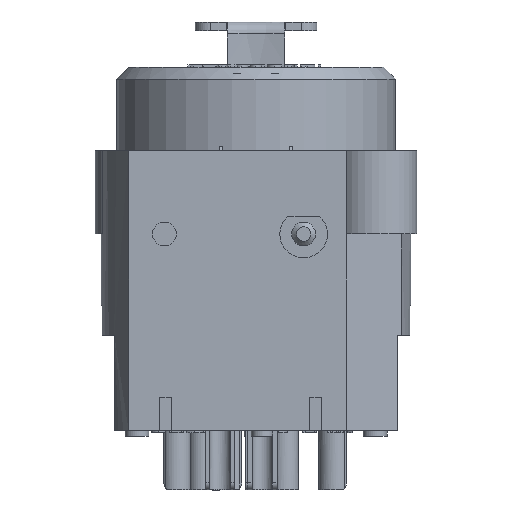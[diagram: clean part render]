
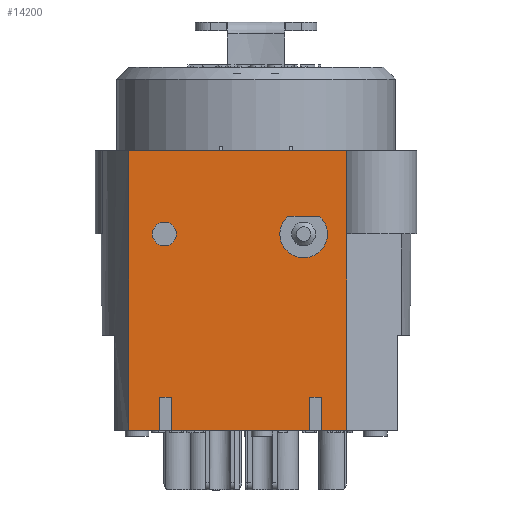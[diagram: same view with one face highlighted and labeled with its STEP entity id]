
A CAD part, front view. The second image highlights one B-rep face of the part: STEP entity #14200.
In plain terms, the highlighted planar face has unit normal (0, -1, 0).
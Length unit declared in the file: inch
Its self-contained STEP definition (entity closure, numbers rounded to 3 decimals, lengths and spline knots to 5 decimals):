
#827=FACE_BOUND('',#2247,.T.);
#828=FACE_BOUND('',#2248,.T.);
#1457=FACE_OUTER_BOUND('',#2246,.T.);
#2246=EDGE_LOOP('',(#11850,#11851,#11852,#11853,#11854,#11855,#11856,#11857,
#11858,#11859,#11860,#11861));
#2247=EDGE_LOOP('',(#11862));
#2248=EDGE_LOOP('',(#11863,#11864));
#2498=LINE('',#18639,#3798);
#2502=LINE('',#18647,#3802);
#2505=LINE('',#18654,#3805);
#3151=LINE('',#21881,#4451);
#3154=LINE('',#21885,#4454);
#3157=LINE('',#21892,#4457);
#3164=LINE('',#21923,#4464);
#3169=LINE('',#21932,#4469);
#3170=LINE('',#21933,#4470);
#3445=LINE('',#23789,#4745);
#3462=LINE('',#23861,#4762);
#3471=LINE('',#23891,#4771);
#3491=LINE('',#23965,#4791);
#3798=VECTOR('',#15496,0.3937);
#3802=VECTOR('',#15502,0.3937);
#3805=VECTOR('',#15507,0.3937);
#4451=VECTOR('',#16833,0.3937);
#4454=VECTOR('',#16838,0.3937);
#4457=VECTOR('',#16845,0.3937);
#4464=VECTOR('',#16882,0.3937);
#4469=VECTOR('',#16889,0.3937);
#4470=VECTOR('',#16890,0.3937);
#4745=VECTOR('',#17387,0.3937);
#4762=VECTOR('',#17464,0.3937);
#4771=VECTOR('',#17495,0.3937);
#4791=VECTOR('',#17591,0.3937);
#5136=CIRCLE('',#14950,0.03937);
#5138=CIRCLE('',#14954,0.07874);
#5378=VERTEX_POINT('',#18637);
#5379=VERTEX_POINT('',#18638);
#5382=VERTEX_POINT('',#18646);
#5384=VERTEX_POINT('',#18652);
#5385=VERTEX_POINT('',#18653);
#5981=VERTEX_POINT('',#21879);
#5982=VERTEX_POINT('',#21880);
#5984=VERTEX_POINT('',#21891);
#5993=VERTEX_POINT('',#21922);
#5996=VERTEX_POINT('',#21930);
#6280=VERTEX_POINT('',#23788);
#6301=VERTEX_POINT('',#23846);
#6304=VERTEX_POINT('',#23854);
#6305=VERTEX_POINT('',#23856);
#6315=VERTEX_POINT('',#23890);
#6732=EDGE_CURVE('',#5378,#5379,#2498,.T.);
#6736=EDGE_CURVE('',#5379,#5382,#2502,.T.);
#6739=EDGE_CURVE('',#5384,#5385,#2505,.T.);
#7662=EDGE_CURVE('',#5981,#5982,#3151,.T.);
#7665=EDGE_CURVE('',#5982,#5384,#3154,.T.);
#7668=EDGE_CURVE('',#5984,#5378,#3157,.T.);
#7683=EDGE_CURVE('',#5382,#5993,#3164,.T.);
#7689=EDGE_CURVE('',#5996,#5981,#3169,.T.);
#7690=EDGE_CURVE('',#5385,#5984,#3170,.T.);
#8127=EDGE_CURVE('',#5993,#6280,#3445,.T.);
#8157=EDGE_CURVE('',#6301,#6301,#5136,.T.);
#8160=EDGE_CURVE('',#6305,#6304,#5138,.T.);
#8163=EDGE_CURVE('',#6304,#6305,#3462,.T.);
#8179=EDGE_CURVE('',#6315,#6280,#3471,.T.);
#8213=EDGE_CURVE('',#5996,#6315,#3491,.T.);
#11850=ORIENTED_EDGE('',*,*,#8127,.F.);
#11851=ORIENTED_EDGE('',*,*,#7683,.F.);
#11852=ORIENTED_EDGE('',*,*,#6736,.F.);
#11853=ORIENTED_EDGE('',*,*,#6732,.F.);
#11854=ORIENTED_EDGE('',*,*,#7668,.F.);
#11855=ORIENTED_EDGE('',*,*,#7690,.F.);
#11856=ORIENTED_EDGE('',*,*,#6739,.F.);
#11857=ORIENTED_EDGE('',*,*,#7665,.F.);
#11858=ORIENTED_EDGE('',*,*,#7662,.F.);
#11859=ORIENTED_EDGE('',*,*,#7689,.F.);
#11860=ORIENTED_EDGE('',*,*,#8213,.T.);
#11861=ORIENTED_EDGE('',*,*,#8179,.T.);
#11862=ORIENTED_EDGE('',*,*,#8157,.T.);
#11863=ORIENTED_EDGE('',*,*,#8160,.T.);
#11864=ORIENTED_EDGE('',*,*,#8163,.T.);
#12798=PLANE('',#15004);
#14200=ADVANCED_FACE('',(#1457,#827,#828),#12798,.T.);
#14950=AXIS2_PLACEMENT_3D('',#23848,#17449,#17450);
#14954=AXIS2_PLACEMENT_3D('',#23857,#17458,#17459);
#15004=AXIS2_PLACEMENT_3D('',#23964,#17589,#17590);
#15496=DIRECTION('',(-1.,0.,0.));
#15502=DIRECTION('',(0.,0.,-1.));
#15507=DIRECTION('',(0.,0.,-1.));
#16833=DIRECTION('',(0.,0.,1.));
#16838=DIRECTION('',(-1.,0.,0.));
#16845=DIRECTION('',(0.,0.,1.));
#16882=DIRECTION('',(-1.,0.,0.));
#16889=DIRECTION('',(-1.,0.,0.));
#16890=DIRECTION('',(-1.,0.,0.));
#17387=DIRECTION('',(0.,0.,1.));
#17449=DIRECTION('center_axis',(0.,1.,0.));
#17450=DIRECTION('ref_axis',(-1.,0.,0.));
#17458=DIRECTION('center_axis',(0.,1.,0.));
#17459=DIRECTION('ref_axis',(0.661,0.,-0.75));
#17464=DIRECTION('',(1.,0.,0.));
#17495=DIRECTION('',(-1.,0.,0.));
#17589=DIRECTION('center_axis',(0.,-1.,0.));
#17590=DIRECTION('ref_axis',(0.,0.,-1.));
#17591=DIRECTION('',(0.,0.,1.));
#18637=CARTESIAN_POINT('',(-0.2656,-0.51758,-0.30315));
#18638=CARTESIAN_POINT('',(-0.30497,-0.51758,-0.30315));
#18639=CARTESIAN_POINT('',(-0.34631,-0.51758,-0.30315));
#18646=CARTESIAN_POINT('',(-0.30497,-0.51758,-0.41339));
#18647=CARTESIAN_POINT('',(-0.30497,-0.51758,-0.41339));
#18652=CARTESIAN_POINT('',(0.19109,-0.51758,-0.30315));
#18653=CARTESIAN_POINT('',(0.19109,-0.51758,-0.41339));
#18654=CARTESIAN_POINT('',(0.19109,-0.51758,-0.41339));
#21879=CARTESIAN_POINT('',(0.23046,-0.51758,-0.41339));
#21880=CARTESIAN_POINT('',(0.23046,-0.51758,-0.30315));
#21881=CARTESIAN_POINT('',(0.23046,-0.51758,-0.41339));
#21885=CARTESIAN_POINT('',(-0.09828,-0.51758,-0.30315));
#21891=CARTESIAN_POINT('',(-0.2656,-0.51758,-0.41339));
#21892=CARTESIAN_POINT('',(-0.2656,-0.51758,-0.41339));
#21922=CARTESIAN_POINT('',(-0.40734,-0.51758,-0.41339));
#21923=CARTESIAN_POINT('',(0.31314,-0.51758,-0.41339));
#21930=CARTESIAN_POINT('',(0.31314,-0.51758,-0.41339));
#21932=CARTESIAN_POINT('',(0.31314,-0.51758,-0.41339));
#21933=CARTESIAN_POINT('',(0.31314,-0.51758,-0.41339));
#23788=CARTESIAN_POINT('',(-0.40734,-0.51758,0.51181));
#23789=CARTESIAN_POINT('',(-0.40734,-0.51758,0.23622));
#23846=CARTESIAN_POINT('',(-0.24986,-0.51758,0.23622));
#23848=CARTESIAN_POINT('Origin',(-0.28923,-0.51758,
0.23622));
#23854=CARTESIAN_POINT('',(0.11932,-0.51758,0.29528));
#23856=CARTESIAN_POINT('',(0.22349,-0.51758,0.29528));
#23857=CARTESIAN_POINT('Origin',(0.1714,-0.51758,0.23622));
#23861=CARTESIAN_POINT('',(-0.14401,-0.51758,0.29528));
#23890=CARTESIAN_POINT('',(0.31314,-0.51758,0.51181));
#23891=CARTESIAN_POINT('',(-0.19671,-0.51758,0.51181));
#23964=CARTESIAN_POINT('Origin',(-0.40734,-0.51758,
0.23622));
#23965=CARTESIAN_POINT('',(0.31314,-0.51758,0.23622));
